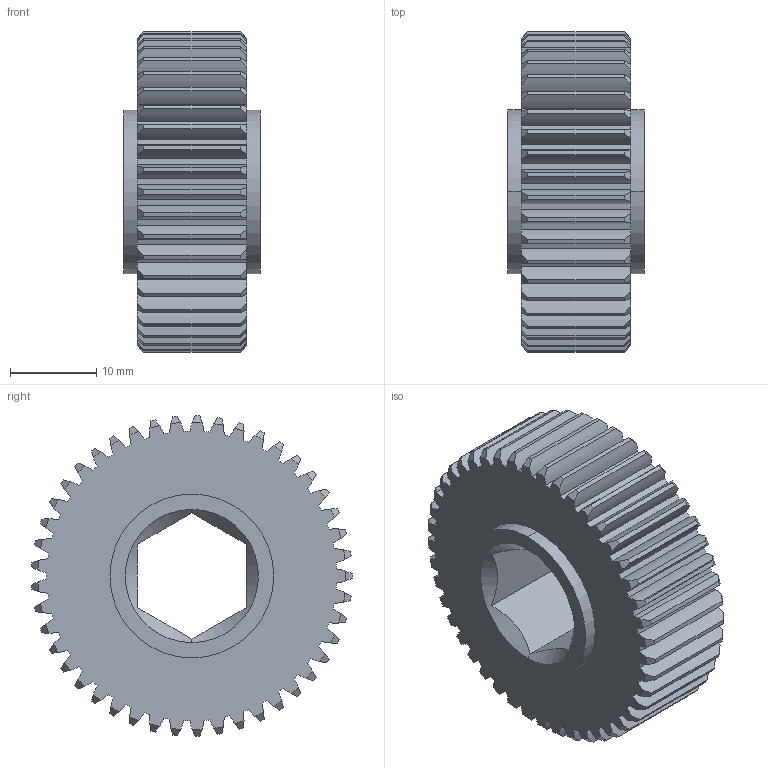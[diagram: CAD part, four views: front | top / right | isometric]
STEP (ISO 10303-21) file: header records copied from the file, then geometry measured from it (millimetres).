
FILE_DESCRIPTION (( 'STEP AP203' ), '1' );
FILE_NAME ('am-4333 45T 32DP 500hex 500FW.STEP', '2022-06-14T16:14:16', ( '' ), ( '' ), 'SwSTEP 2.0', 'SolidWorks 2021', '' );
FILE_SCHEMA (( 'CONFIG_CONTROL_DESIGN' ));
Length unit declared in the file: inch
Products named in the file (1): am-4333 45T 32DP 500hex 500FW
Bounding box: 15.88 x 37.28 x 37.3 mm (x, y, z)
Volume: 11152.9 mm3; surface area: 5330.7 mm2
Topology: 1 solids, 1 shells, 292 faces, 860 edges, 572 vertices
Faces by surface type: cylinder 188, cone 94, plane 10
Entity records: 10361 total; most frequent: CARTESIAN_POINT 2417, ORIENTED_EDGE 1720, DIRECTION 1716, EDGE_CURVE 860, AXIS2_PLACEMENT_3D 759, VERTEX_POINT 572, CIRCLE 466, EDGE_LOOP 296
